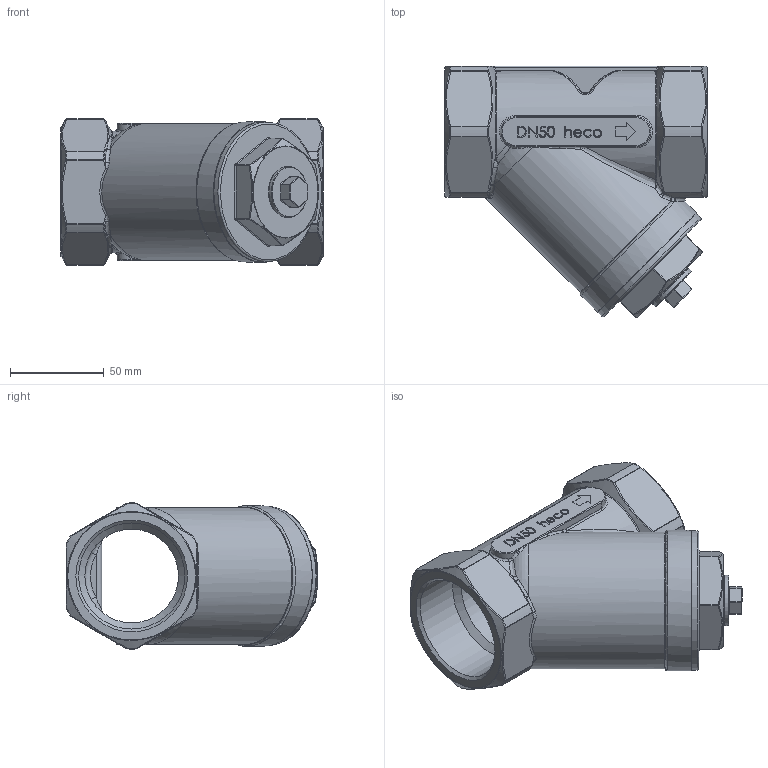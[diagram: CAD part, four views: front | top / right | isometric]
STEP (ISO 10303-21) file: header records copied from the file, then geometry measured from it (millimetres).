
FILE_DESCRIPTION (( 'STEP AP214' ), '1' );
FILE_NAME ('SF-200-000-4 Schmutzfänger heco.STEP', '2016-03-29T09:46:38', ( '' ), ( '' ), 'SwSTEP 2.0', 'SolidWorks 2011', '' );
FILE_SCHEMA (( 'AUTOMOTIVE_DESIGN' ));
Length unit declared in the file: millimetre
Products named in the file (1): SF-200-000-4 Schmutzfänger heco
Bounding box: 140 x 134.42 x 77.98 mm (x, y, z)
Volume: 528811.5 mm3; surface area: 76210.1 mm2
Topology: 1 solids, 1 shells, 718 faces, 1727 edges, 1022 vertices
Faces by surface type: bspline 298, plane 180, cylinder 106, torus 63, sphere 58, cone 13
Full cylindrical faces by diameter (mm): 26 x1, 27 x1, 50 x1, 56.65 x2, 74.5 x1, 75 x1
Entity records: 43285 total; most frequent: CARTESIAN_POINT 20971, ORIENTED_EDGE 3338, DIRECTION 2353, EDGE_CURVE 1669, VERTEX_POINT 1013, AXIS2_PLACEMENT_3D 867, EDGE_LOOP 780, FACE_OUTER_BOUND 732
